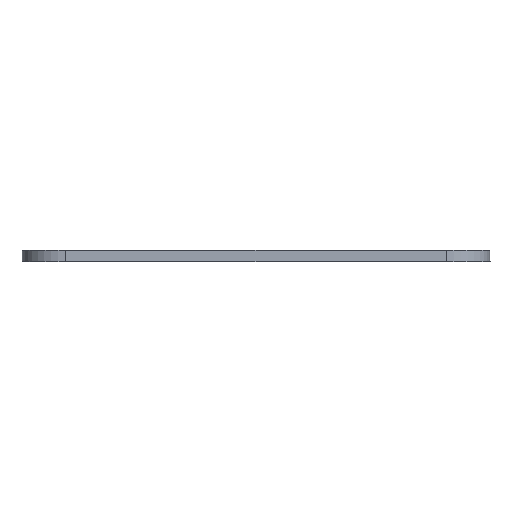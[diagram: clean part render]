
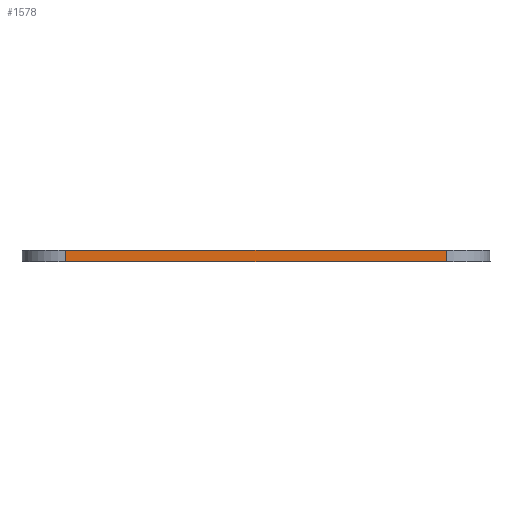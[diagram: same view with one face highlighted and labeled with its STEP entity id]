
A CAD part, left-side view. The second image highlights one B-rep face of the part: STEP entity #1578.
In plain terms, the highlighted planar face has unit normal (-1, 0, 0).
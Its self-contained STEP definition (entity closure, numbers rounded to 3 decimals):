
#72=PLANE('',#1758);
#148=FACE_OUTER_BOUND('',#252,.T.);
#252=EDGE_LOOP('',(#1441,#1442,#1443,#1444));
#264=LINE('',#2264,#404);
#369=LINE('',#2594,#509);
#392=LINE('',#2686,#532);
#393=LINE('',#2688,#533);
#404=VECTOR('',#1786,10.);
#509=VECTOR('',#2097,10.);
#532=VECTOR('',#2222,10.);
#533=VECTOR('',#2225,10.);
#635=VERTEX_POINT('',#2261);
#636=VERTEX_POINT('',#2263);
#757=VERTEX_POINT('',#2591);
#758=VERTEX_POINT('',#2593);
#788=EDGE_CURVE('',#635,#636,#264,.T.);
#953=EDGE_CURVE('',#757,#758,#369,.T.);
#1000=EDGE_CURVE('',#635,#758,#392,.T.);
#1001=EDGE_CURVE('',#636,#757,#393,.T.);
#1441=ORIENTED_EDGE('',*,*,#788,.F.);
#1442=ORIENTED_EDGE('',*,*,#1000,.T.);
#1443=ORIENTED_EDGE('',*,*,#953,.F.);
#1444=ORIENTED_EDGE('',*,*,#1001,.F.);
#1578=ADVANCED_FACE('',(#148),#72,.T.);
#1758=AXIS2_PLACEMENT_3D('',#2687,#2223,#2224);
#1786=DIRECTION('',(0.,-1.,0.));
#2097=DIRECTION('',(0.,1.,0.));
#2222=DIRECTION('',(0.,0.,-1.));
#2223=DIRECTION('center_axis',(-1.,0.,0.));
#2224=DIRECTION('ref_axis',(0.,1.,0.));
#2225=DIRECTION('',(0.,0.,-1.));
#2261=CARTESIAN_POINT('',(-163.909,46.847,3.));
#2263=CARTESIAN_POINT('',(-163.909,-49.453,3.));
#2264=CARTESIAN_POINT('',(-163.909,46.847,3.));
#2591=CARTESIAN_POINT('',(-163.909,-49.453,0.));
#2593=CARTESIAN_POINT('',(-163.909,46.847,0.));
#2594=CARTESIAN_POINT('',(-163.909,46.847,0.));
#2686=CARTESIAN_POINT('',(-163.909,46.847,3.));
#2687=CARTESIAN_POINT('Origin',(-163.909,-49.453,3.));
#2688=CARTESIAN_POINT('',(-163.909,-49.453,3.));
